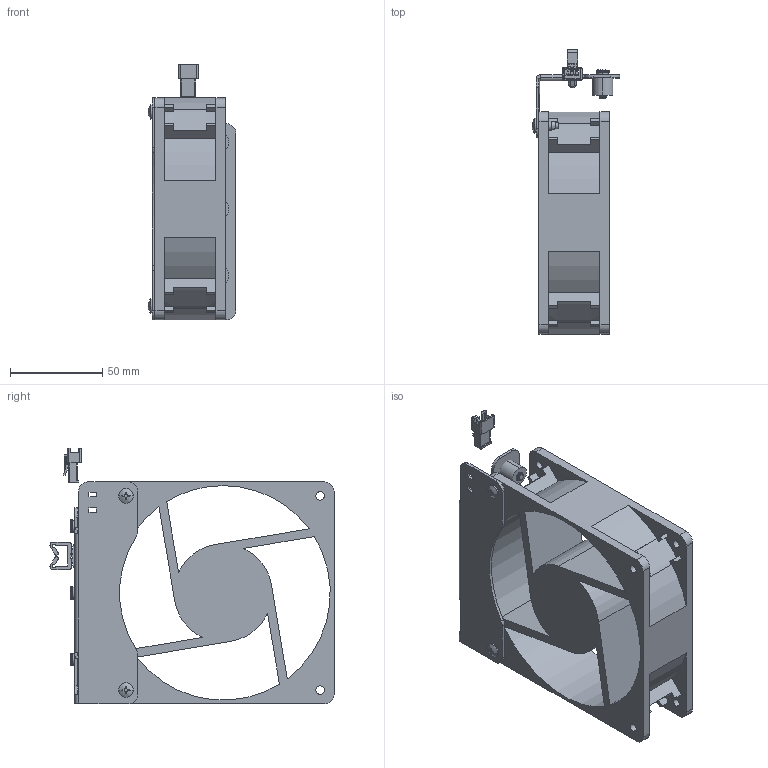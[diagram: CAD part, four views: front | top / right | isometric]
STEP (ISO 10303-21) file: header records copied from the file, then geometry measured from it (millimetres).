
FILE_DESCRIPTION (( 'STEP AP214' ), '1' );
FILE_NAME ('GS4-FAN-FB.STEP', '2017-05-24T20:03:38', ( '' ), ( '' ), 'SwSTEP 2.0', 'SolidWorks 2015', '' );
FILE_SCHEMA (( 'AUTOMOTIVE_DESIGN' ));
Length unit declared in the file: millimetre
Products named in the file (1): GS4-FAN-FB
Bounding box: 47.55 x 153.6 x 138.3 mm (x, y, z)
Surface area: 86306.5 mm2 (no closed solid volume)
Topology: 0 solids, 27 shells, 445 faces, 1394 edges, 937 vertices
Faces by surface type: plane 211, cylinder 180, bspline 50, cone 4
Entity records: 25356 total; most frequent: CARTESIAN_POINT 13447, ORIENTED_EDGE 2484, DIRECTION 2290, EDGE_CURVE 1376, VERTEX_POINT 937, LINE 770, VECTOR 770, AXIS2_PLACEMENT_3D 760
